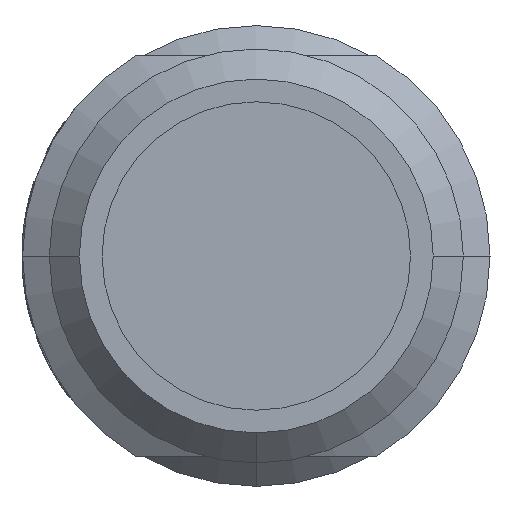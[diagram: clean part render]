
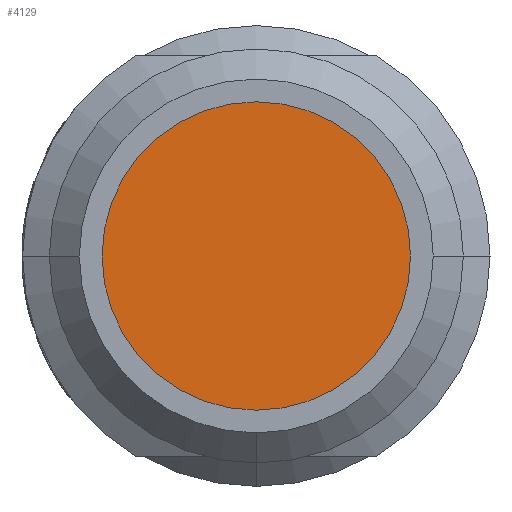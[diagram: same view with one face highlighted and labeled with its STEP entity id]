
A CAD part, left-side view. The second image highlights one B-rep face of the part: STEP entity #4129.
In plain terms, the highlighted planar face has unit normal (-1, 0, 0).
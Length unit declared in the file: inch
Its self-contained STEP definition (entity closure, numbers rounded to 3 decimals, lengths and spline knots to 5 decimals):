
#119 = AXIS2_PLACEMENT_3D ( 'NONE', #7222, #1057, #2848 ) ;
#315 = VERTEX_POINT ( 'NONE', #1631 ) ;
#332 = CARTESIAN_POINT ( 'NONE',  ( 0.07677, 0., 0. ) ) ;
#375 = CARTESIAN_POINT ( 'NONE',  ( 0.07677, 0., 0. ) ) ;
#458 = DIRECTION ( 'NONE',  ( 0., 0., 1. ) ) ;
#778 = VERTEX_POINT ( 'NONE', #3384 ) ;
#1057 = DIRECTION ( 'NONE',  ( -1., 0., 0. ) ) ;
#1514 = CIRCLE ( 'NONE', #3430, 0.09094 ) ;
#1631 = CARTESIAN_POINT ( 'NONE',  ( 0.07677, 0., 0.09094 ) ) ;
#2072 = ORIENTED_EDGE ( 'NONE', *, *, #4019, .T. ) ;
#2556 = PLANE ( 'NONE',  #7056 ) ;
#2843 = EDGE_CURVE ( 'NONE', #778, #5953, #4238, .T. ) ;
#2848 = DIRECTION ( 'NONE',  ( 0., 0., 1. ) ) ;
#2866 = DIRECTION ( 'NONE',  ( -1., 0., 0. ) ) ;
#3149 = DIRECTION ( 'NONE',  ( -1., 0., 0. ) ) ;
#3164 = CARTESIAN_POINT ( 'NONE',  ( 0.07677, -0.09094, 0. ) ) ;
#3235 = ORIENTED_EDGE ( 'NONE', *, *, #3329, .T. ) ;
#3317 = CIRCLE ( 'NONE', #119, 0.09094 ) ;
#3329 = EDGE_CURVE ( 'NONE', #315, #778, #1514, .T. ) ;
#3384 = CARTESIAN_POINT ( 'NONE',  ( 0.07677, 0.09094, 0. ) ) ;
#3430 = AXIS2_PLACEMENT_3D ( 'NONE', #332, #3149, #4258 ) ;
#3646 = DIRECTION ( 'NONE',  ( 0., 0., 1. ) ) ;
#3657 = AXIS2_PLACEMENT_3D ( 'NONE', #7242, #2866, #458 ) ;
#4019 = EDGE_CURVE ( 'NONE', #5953, #315, #3317, .T. ) ;
#4129 = ADVANCED_FACE ( 'NONE', ( #5401 ), #2556, .T. ) ;
#4183 = ORIENTED_EDGE ( 'NONE', *, *, #2843, .T. ) ;
#4238 = CIRCLE ( 'NONE', #3657, 0.09094 ) ;
#4258 = DIRECTION ( 'NONE',  ( 0., 0., 1. ) ) ;
#4820 = DIRECTION ( 'NONE',  ( -1., 0., 0. ) ) ;
#5401 = FACE_OUTER_BOUND ( 'NONE', #6982, .T. ) ;
#5953 = VERTEX_POINT ( 'NONE', #3164 ) ;
#6982 = EDGE_LOOP ( 'NONE', ( #4183, #2072, #3235 ) ) ;
#7056 = AXIS2_PLACEMENT_3D ( 'NONE', #375, #4820, #3646 ) ;
#7222 = CARTESIAN_POINT ( 'NONE',  ( 0.07677, 0., 0. ) ) ;
#7242 = CARTESIAN_POINT ( 'NONE',  ( 0.07677, 0., 0. ) ) ;
